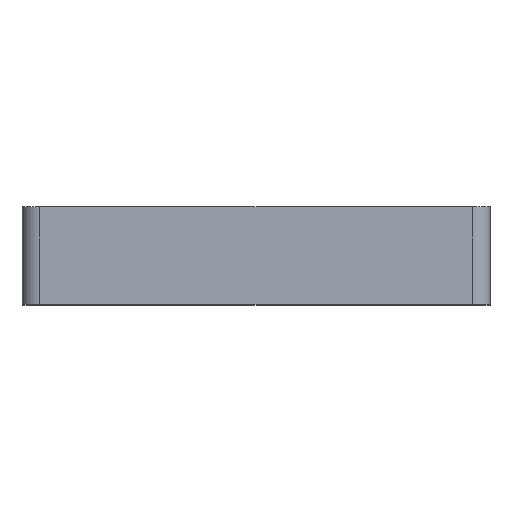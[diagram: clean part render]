
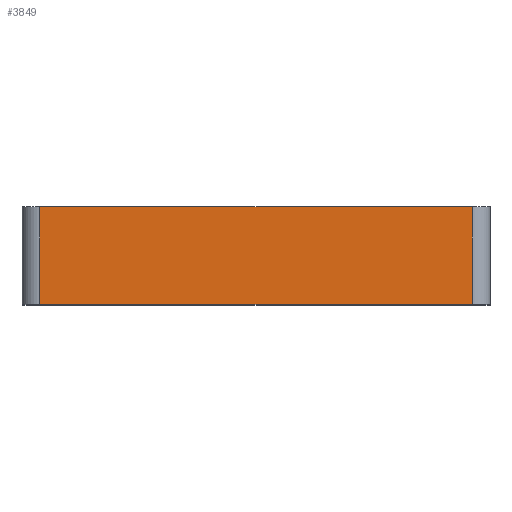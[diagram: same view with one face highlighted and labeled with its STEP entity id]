
A CAD part, top view. The second image highlights one B-rep face of the part: STEP entity #3849.
In plain terms, the highlighted face is planar.
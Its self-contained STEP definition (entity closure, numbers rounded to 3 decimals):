
#533=DIRECTION('',(1.,0.,0.));
#534=VECTOR('',#533,111.);
#535=CARTESIAN_POINT('',(-55.5,60.,-12.5));
#536=LINE('',#535,#534);
#540=DIRECTION('',(0.,0.,-1.));
#541=VECTOR('',#540,25.);
#542=CARTESIAN_POINT('',(55.5,60.,12.5));
#543=LINE('',#542,#541);
#547=DIRECTION('',(-1.,0.,0.));
#548=VECTOR('',#547,111.);
#549=CARTESIAN_POINT('',(55.5,60.,12.5));
#550=LINE('',#549,#548);
#554=DIRECTION('',(0.,0.,-1.));
#555=VECTOR('',#554,25.);
#556=CARTESIAN_POINT('',(-55.5,60.,12.5));
#557=LINE('',#556,#555);
#3214=CARTESIAN_POINT('',(-55.5,60.,-12.5));
#3216=VERTEX_POINT('',#3214);
#3217=CARTESIAN_POINT('',(-55.5,60.,12.5));
#3218=VERTEX_POINT('',#3217);
#3221=CARTESIAN_POINT('',(55.5,60.,-12.5));
#3223=VERTEX_POINT('',#3221);
#3227=CARTESIAN_POINT('',(55.5,60.,12.5));
#3228=VERTEX_POINT('',#3227);
#3835=CARTESIAN_POINT('',(60.,60.,-12.5));
#3836=DIRECTION('',(0.,1.,0.));
#3837=DIRECTION('',(-1.,0.,0.));
#3838=AXIS2_PLACEMENT_3D('',#3835,#3836,#3837);
#3839=PLANE('',#3838);
#3840=ORIENTED_EDGE('',*,*,#3672,.T.);
#3842=ORIENTED_EDGE('',*,*,#3841,.F.);
#3844=ORIENTED_EDGE('',*,*,#3843,.T.);
#3846=ORIENTED_EDGE('',*,*,#3845,.T.);
#3847=EDGE_LOOP('',(#3840,#3842,#3844,#3846));
#3848=FACE_OUTER_BOUND('',#3847,.F.);
#3672=EDGE_CURVE('',#3216,#3223,#536,.T.);
#3841=EDGE_CURVE('',#3228,#3223,#543,.T.);
#3843=EDGE_CURVE('',#3228,#3218,#550,.T.);
#3845=EDGE_CURVE('',#3218,#3216,#557,.T.);
#3849=ADVANCED_FACE('',(#3848),#3839,.T.);
